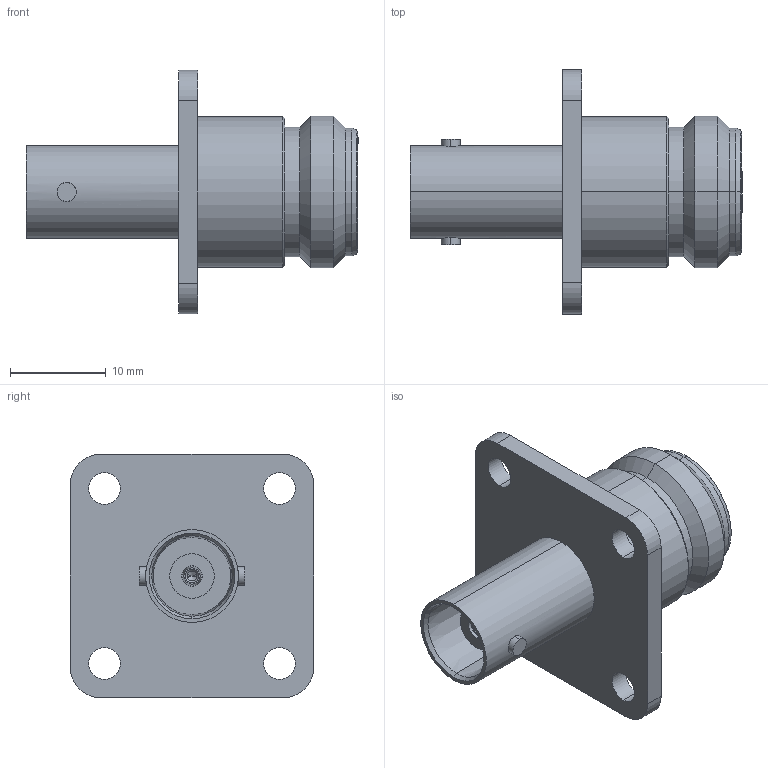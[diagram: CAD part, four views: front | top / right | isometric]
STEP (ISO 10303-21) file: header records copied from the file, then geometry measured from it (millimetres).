
FILE_DESCRIPTION (( 'STEP AP203' ), '1' );
FILE_NAME ('R191.424.000.STEP', '2012-04-25T05:27:19', ( 'Radiall' ), ( 'Radiall' ), 'SwSTEP 2.0', 'SolidWorks 2011', '' );
FILE_SCHEMA (( 'CONFIG_CONTROL_DESIGN' ));
Length unit declared in the file: millimetre
Products named in the file (1): R191.424.000
Bounding box: 34.6 x 25.4 x 25.4 mm (x, y, z)
Volume: 4403.8 mm3; surface area: 3630.5 mm2
Topology: 1 solids, 1 shells, 136 faces, 341 edges, 216 vertices
Faces by surface type: cone 56, cylinder 41, plane 37, torus 2
Entity records: 4382 total; most frequent: CARTESIAN_POINT 1086, DIRECTION 675, ORIENTED_EDGE 674, EDGE_CURVE 337, AXIS2_PLACEMENT_3D 285, VERTEX_POINT 216, EDGE_LOOP 157, CIRCLE 148
